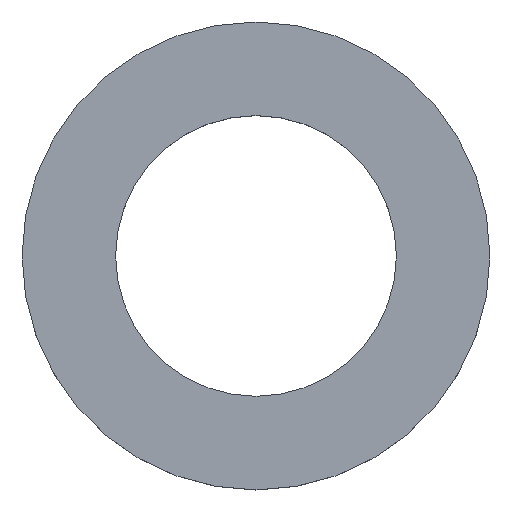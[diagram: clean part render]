
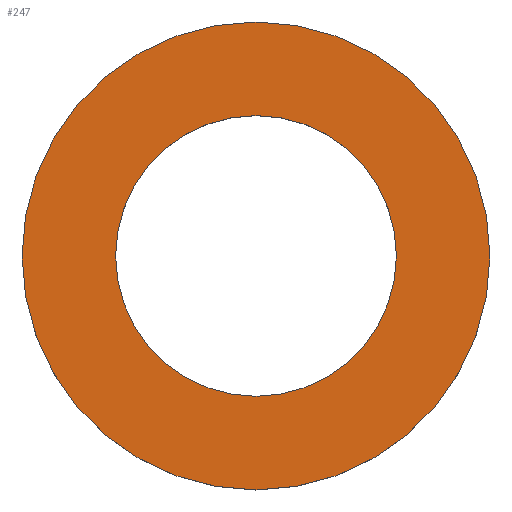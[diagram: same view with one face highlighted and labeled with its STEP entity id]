
A CAD part, top view. The second image highlights one B-rep face of the part: STEP entity #247.
In plain terms, the highlighted planar face has unit normal (0, 0, 1).
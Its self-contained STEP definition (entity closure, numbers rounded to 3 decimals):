
#21 = CARTESIAN_POINT ( 'NONE',  ( 0., 0., 3. ) ) ;
#32 = CARTESIAN_POINT ( 'NONE',  ( -7.5, 0., 3. ) ) ;
#35 = PLANE ( 'NONE',  #72 ) ;
#38 = DIRECTION ( 'NONE',  ( 1., 0., 0. ) ) ;
#39 = CARTESIAN_POINT ( 'NONE',  ( -12.5, 0., 3. ) ) ;
#40 = DIRECTION ( 'NONE',  ( 0., 0., 1. ) ) ;
#43 = DIRECTION ( 'NONE',  ( 0., 0., 1. ) ) ;
#47 = CARTESIAN_POINT ( 'NONE',  ( 12.5, 0., 3. ) ) ;
#52 = CARTESIAN_POINT ( 'NONE',  ( 0., 0., 3. ) ) ;
#55 = DIRECTION ( 'NONE',  ( 0., 0., 1. ) ) ;
#63 = DIRECTION ( 'NONE',  ( 1., 0., 0. ) ) ;
#64 = DIRECTION ( 'NONE',  ( 1., 0., 0. ) ) ;
#66 = CARTESIAN_POINT ( 'NONE',  ( 7.5, 0., 3. ) ) ;
#71 = AXIS2_PLACEMENT_3D ( 'NONE', #238, #55, #63 ) ;
#72 = AXIS2_PLACEMENT_3D ( 'NONE', #21, #43, #64 ) ;
#95 = AXIS2_PLACEMENT_3D ( 'NONE', #216, #215, #240 ) ;
#98 = EDGE_CURVE ( 'NONE', #218, #226, #150, .T. ) ;
#101 = EDGE_CURVE ( 'NONE', #221, #229, #124, .T. ) ;
#102 = EDGE_CURVE ( 'NONE', #226, #218, #145, .T. ) ;
#106 = EDGE_CURVE ( 'NONE', #229, #221, #138, .T. ) ;
#108 = AXIS2_PLACEMENT_3D ( 'NONE', #233, #234, #235 ) ;
#109 = AXIS2_PLACEMENT_3D ( 'NONE', #52, #40, #38 ) ;
#124 = CIRCLE ( 'NONE', #95, 12.5 ) ;
#131 = FACE_BOUND ( 'NONE', #201, .T. ) ;
#137 = FACE_OUTER_BOUND ( 'NONE', #203, .T. ) ;
#138 = CIRCLE ( 'NONE', #109, 12.5 ) ;
#145 = CIRCLE ( 'NONE', #71, 7.5 ) ;
#150 = CIRCLE ( 'NONE', #108, 7.5 ) ;
#153 = ORIENTED_EDGE ( 'NONE', *, *, #101, .T. ) ;
#188 = ORIENTED_EDGE ( 'NONE', *, *, #98, .F. ) ;
#190 = ORIENTED_EDGE ( 'NONE', *, *, #106, .T. ) ;
#197 = ORIENTED_EDGE ( 'NONE', *, *, #102, .F. ) ;
#201 = EDGE_LOOP ( 'NONE', ( #188, #197 ) ) ;
#203 = EDGE_LOOP ( 'NONE', ( #153, #190 ) ) ;
#215 = DIRECTION ( 'NONE',  ( 0., 0., 1. ) ) ;
#216 = CARTESIAN_POINT ( 'NONE',  ( 0., 0., 3. ) ) ;
#218 = VERTEX_POINT ( 'NONE', #32 ) ;
#221 = VERTEX_POINT ( 'NONE', #39 ) ;
#226 = VERTEX_POINT ( 'NONE', #66 ) ;
#229 = VERTEX_POINT ( 'NONE', #47 ) ;
#233 = CARTESIAN_POINT ( 'NONE',  ( 0., 0., 3. ) ) ;
#234 = DIRECTION ( 'NONE',  ( 0., 0., 1. ) ) ;
#235 = DIRECTION ( 'NONE',  ( 1., 0., 0. ) ) ;
#238 = CARTESIAN_POINT ( 'NONE',  ( 0., 0., 3. ) ) ;
#240 = DIRECTION ( 'NONE',  ( 1., 0., 0. ) ) ;
#247 = ADVANCED_FACE ( 'NONE', ( #137, #131 ), #35, .T. ) ;
